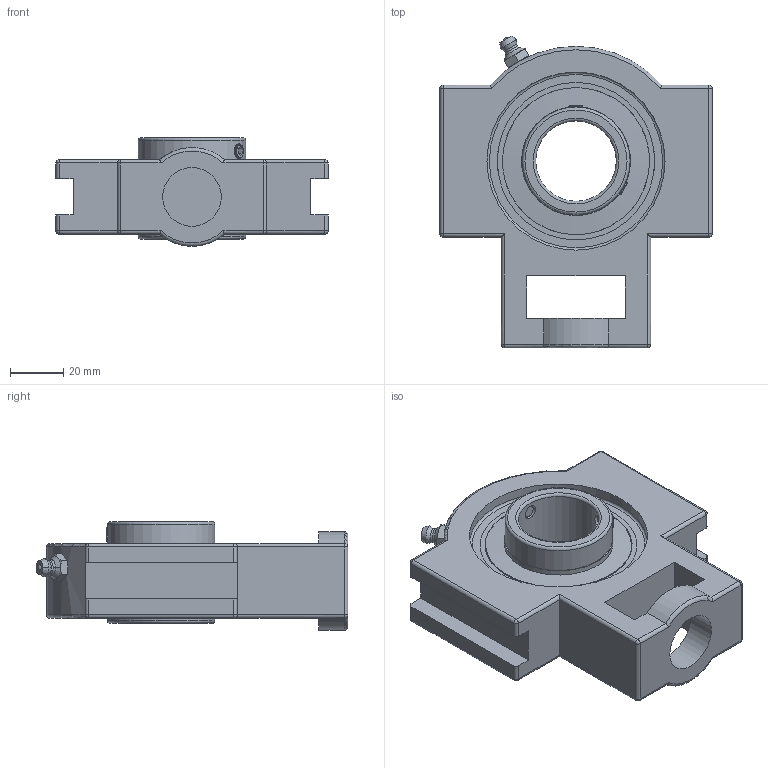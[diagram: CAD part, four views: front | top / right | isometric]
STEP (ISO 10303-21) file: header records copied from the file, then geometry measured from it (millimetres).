
FILE_DESCRIPTION(('HOOPS Exchange Step'),'2;1');
FILE_NAME('export-57A9CCA3-7458-4671-9038-B9C1968E9F01.stp','2019-12-18T08:27:21-08:00',('ibuslach'),('Alibre'),'HOOPS Exchange 2019.2','Alibre','Unknown authorisation');
FILE_SCHEMA( ('AP242_MANAGED_MODEL_BASED_3D_ENGINEERING_MIM_LF {1 0 10303 442 1 1 4 }') );
Length unit declared in the file: centimetre
Products named in the file (7): UCP ZERK 6mm; MRN ST 206 (NO LETTERING); SUC 206-19 RACES; SUC 206 SHIELD; SUC 206 SS; MRN SUC 206-19; MRN SUCT 206-19
Assembly tree (8 placements, depth 3):
  MRN SUCT 206-19
    UCP ZERK 6mm
    MRN ST 206 (NO LETTERING)
    MRN SUC 206-19
      SUC 206-19 RACES
      SUC 206 SHIELD  x2
      SUC 206 SS  x2
Bounding box: 102 x 116.9 x 40.7 mm (x, y, z)
Volume: 160223.5 mm3; surface area: 55622.9 mm2
Topology: 8 solids, 8 shells, 209 faces, 544 edges, 334 vertices
Faces by surface type: cylinder 80, plane 67, sphere 21, torus 17, cone 16, bspline 8
Full cylindrical faces by diameter (mm): 2.005 x2, 5.359 x12, 6 x2, 22 x1, 30.162 x1, 40.259 x1, 40.284 x2, 40.792 x2, 55.093 x1, 55.118 x2, 66.752 x2
Entity records: 11540 total; most frequent: CARTESIAN_POINT 6923, DIRECTION 968, ORIENTED_EDGE 916, EDGE_CURVE 458, AXIS2_PLACEMENT_3D 387, VERTEX_POINT 288, EDGE_LOOP 206, FACE_BOUND 206
